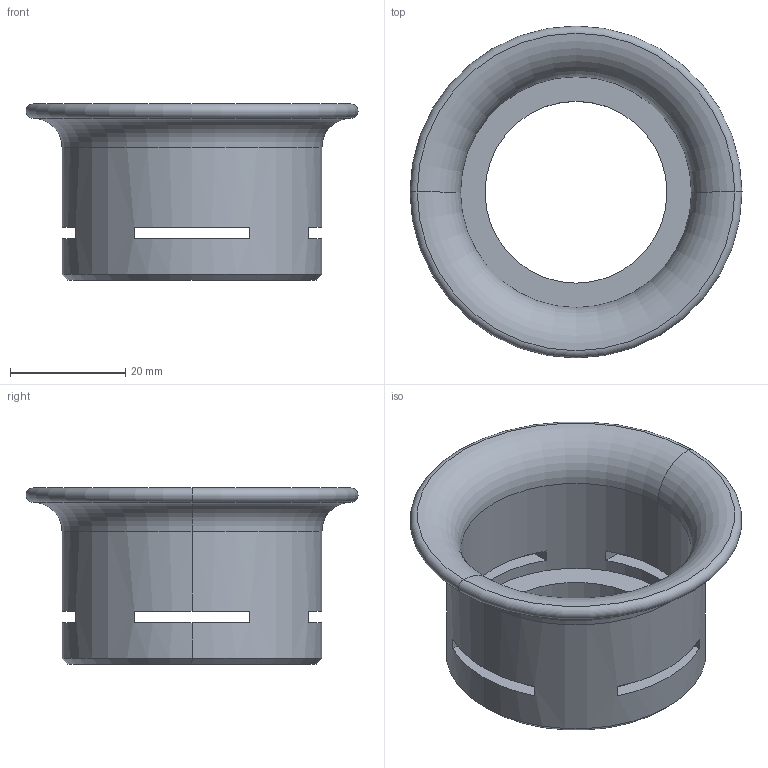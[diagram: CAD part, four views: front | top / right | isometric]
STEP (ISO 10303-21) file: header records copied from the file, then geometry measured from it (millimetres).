
FILE_DESCRIPTION (( 'STEP AP203' ), '1' );
FILE_NAME ('Tulipe d''axe de roue avant.STEP', '2022-05-02T12:16:13', ( '' ), ( '' ), 'SwSTEP 2.0', 'SolidWorks 2020', '' );
FILE_SCHEMA (( 'CONFIG_CONTROL_DESIGN' ));
Length unit declared in the file: millimetre
Products named in the file (1): Tulipe d''axe de roue avant
Bounding box: 57.5 x 57.5 x 30.5 mm (x, y, z)
Volume: 13629.1 mm3; surface area: 10921.5 mm2
Topology: 1 solids, 1 shells, 32 faces, 92 edges, 58 vertices
Faces by surface type: plane 18, torus 6, cylinder 6, cone 2
Entity records: 1161 total; most frequent: DIRECTION 206, ORIENTED_EDGE 184, CARTESIAN_POINT 183, EDGE_CURVE 92, AXIS2_PLACEMENT_3D 81, VERTEX_POINT 58, CIRCLE 48, VECTOR 44
